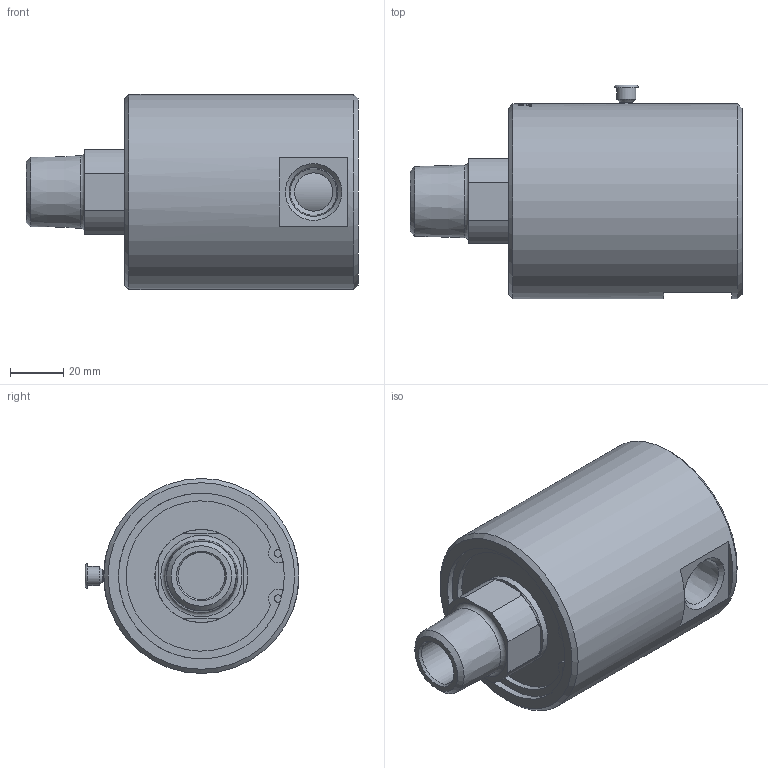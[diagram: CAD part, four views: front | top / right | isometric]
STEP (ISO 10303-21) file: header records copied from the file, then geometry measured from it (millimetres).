
FILE_DESCRIPTION(/* description */ (''),/* implementation_level */ '2;1');
FILE_NAME(/* name */ '2200-000-098-IC.stp',/* time_stamp */ '2020-05-21T09:21:54-05:00',/* author */ ('manton'),/* organization */ (''),/* preprocessor_version */ 'ST-DEVELOPER v18',/* originating_system */ 'Autodesk Inventor 2020',/* authorisation */ '');
FILE_SCHEMA (('AUTOMOTIVE_DESIGN { 1 0 10303 214 3 1 1 }'));
Products named in the file (1): 2200-000-098-IC
Bounding box: 124.22 x 80.01 x 73 mm (x, y, z)
Volume: 366790 mm3; surface area: 36138.1 mm2
Topology: 1 solids, 1 shells, 369 faces, 965 edges, 642 vertices
Faces by surface type: bspline 202, plane 86, cylinder 56, cone 23, torus 2
Full cylindrical faces by diameter (mm): 2.794 x2, 4.763 x1, 7.144 x1, 14.3 x1, 17.475 x1, 17.5 x1, 34.8 x1, 62.05 x1, 73 x1
Entity records: 61533 total; most frequent: CARTESIAN_POINT 53336, ORIENTED_EDGE 1930, DIRECTION 1195, EDGE_CURVE 965, VERTEX_POINT 642, AXIS2_PLACEMENT_3D 427, EDGE_LOOP 413, FACE_OUTER_BOUND 369
